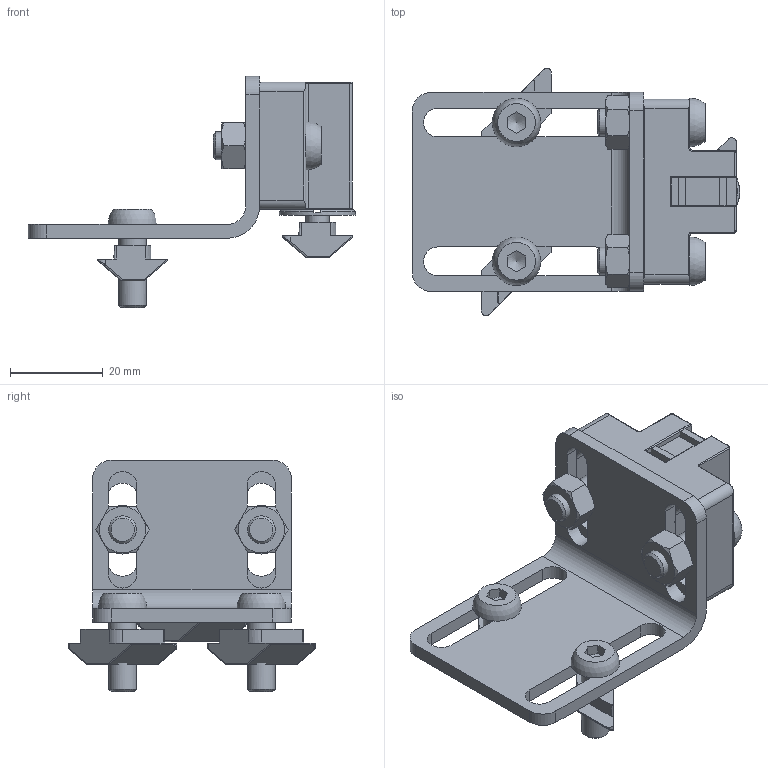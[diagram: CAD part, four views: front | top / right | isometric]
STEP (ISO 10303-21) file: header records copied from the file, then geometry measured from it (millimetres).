
FILE_DESCRIPTION(('STEP AP203'),'1');
FILE_NAME('SAFE08N1087.stp','2023-10-23T15:03:32',(' '),(' '),'Spatial InterOp 3D',' ',' ');
FILE_SCHEMA(('CONFIG_CONTROL_DESIGN'));
Length unit declared in the file: millimetre
Products named in the file (12): Kit aimant 8 PA; Ecrou 8 Zn M5 - 1/4 de tour; Ecrou hexagonal M6; Vis BHC - M6x20; Aimant 8 PA; Aimant a visser; Magnet; Aimant; Kit de fixation - EcrouForceVsLigne; Vis BHC - M6x18; Ecrou 8 Zn M6 - 1/4 de tour; Support aimant 8 PA
Assembly tree (14 placements, depth 3):
  Kit aimant 8 PA
    Ecrou 8 Zn M5 - 1/4 de tour
    Ecrou hexagonal M6  x2
    Vis BHC - M6x20  x2
    Aimant 8 PA
      Aimant a visser
      Magnet
      Aimant
    Kit de fixation - EcrouForceVsLigne  x2
      Vis BHC - M6x18
      Ecrou 8 Zn M6 - 1/4 de tour
    Support aimant 8 PA
Bounding box: 70.75 x 53.47 x 50 mm (x, y, z)
Volume: 22794.7 mm3; surface area: 20103.5 mm2
Topology: 13 solids, 13 shells, 345 faces, 841 edges, 516 vertices
Faces by surface type: plane 158, cylinder 117, cone 34, revolution 18, torus 8, bspline 6, sphere 4
Full cylindrical faces by diameter (mm): 4.2 x1, 5 x5, 6 x8, 16.5 x1
Entity records: 10076 total; most frequent: CARTESIAN_POINT 1911, DIRECTION 1264, ORIENTED_EDGE 1228, EDGE_CURVE 614, AXIS2_PLACEMENT_3D 447, VERTEX_POINT 392, LINE 358, VECTOR 358
